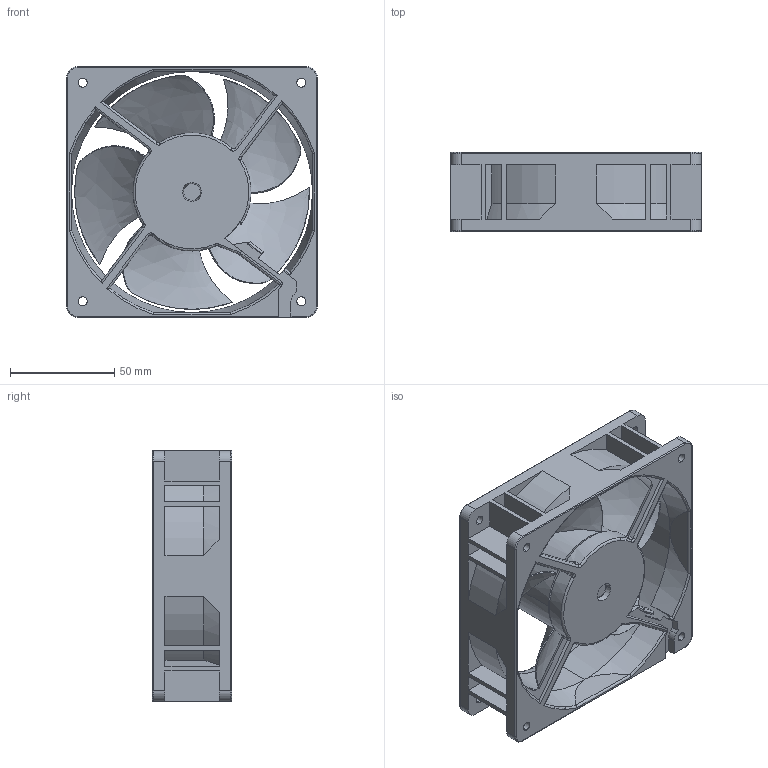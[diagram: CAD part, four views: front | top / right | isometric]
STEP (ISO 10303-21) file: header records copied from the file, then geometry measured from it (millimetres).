
FILE_DESCRIPTION((''),'2;1');
FILE_NAME('DELTA_EST_FAN_A120X38','2018-04-13T',('HARVEY.WU'),(''),'PRO/ENGINEER BY PARAMETRIC TECHNOLOGY CORPORATION, 2008150','PRO/ENGINEER BY PARAMETRIC TECHNOLOGY CORPORATION, 2008150','');
FILE_SCHEMA(('CONFIG_CONTROL_DESIGN'));
Length unit declared in the file: millimetre
Products named in the file (1): DELTA_EST_FAN_A120X38
Bounding box: 120 x 38.1 x 120 mm (x, y, z)
Surface area: 85592.4 mm2 (no closed solid volume)
Topology: 0 solids, 6 shells, 341 faces, 939 edges, 615 vertices
Faces by surface type: plane 125, cylinder 105, torus 42, bspline 39, cone 26, revolution 4
Entity records: 15498 total; most frequent: CARTESIAN_POINT 7059, ORIENTED_EDGE 1856, DIRECTION 1618, EDGE_CURVE 932, VERTEX_POINT 616, AXIS2_PLACEMENT_3D 611, VECTOR 392, LINE 392
